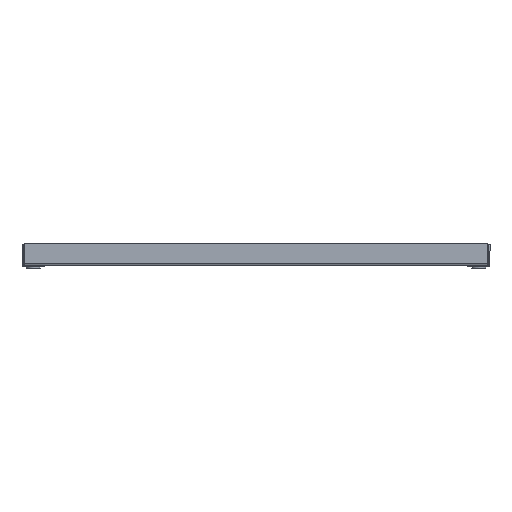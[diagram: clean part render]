
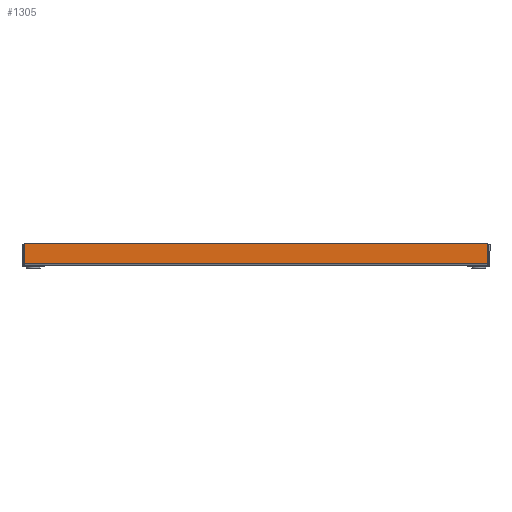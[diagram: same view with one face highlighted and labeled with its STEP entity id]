
A CAD part, left-side view. The second image highlights one B-rep face of the part: STEP entity #1305.
In plain terms, the highlighted face is planar.
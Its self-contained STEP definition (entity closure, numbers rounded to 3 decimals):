
#20 = DIRECTION ( 'NONE',  ( 1., 0., 0. ) ) ;
#37 = FACE_OUTER_BOUND ( 'NONE', #812, .T. ) ;
#97 = DIRECTION ( 'NONE',  ( 0., 1., 0. ) ) ;
#114 = DIRECTION ( 'NONE',  ( 0., 0., -1. ) ) ;
#126 = CARTESIAN_POINT ( 'NONE',  ( 0., 15., 0. ) ) ;
#168 = DIRECTION ( 'NONE',  ( 0., 0., 1. ) ) ;
#205 = DIRECTION ( 'NONE',  ( 0., 0., -1. ) ) ;
#236 = EDGE_CURVE ( 'NONE', #1091, #923, #757, .T. ) ;
#337 = AXIS2_PLACEMENT_3D ( 'NONE', #373, #556, #564 ) ;
#373 = CARTESIAN_POINT ( 'NONE',  ( -310., 15., 26.5 ) ) ;
#378 = ORIENTED_EDGE ( 'NONE', *, *, #2285, .T. ) ;
#468 = CARTESIAN_POINT ( 'NONE',  ( 310., 15., 26.5 ) ) ;
#494 = ORIENTED_EDGE ( 'NONE', *, *, #1439, .F. ) ;
#556 = DIRECTION ( 'NONE',  ( 0., 1., 0. ) ) ;
#564 = DIRECTION ( 'NONE',  ( 0., 0., -1. ) ) ;
#588 = VECTOR ( 'NONE', #205, 1000. ) ;
#687 = LINE ( 'NONE', #1266, #1115 ) ;
#757 = LINE ( 'NONE', #2236, #588 ) ;
#758 = CARTESIAN_POINT ( 'NONE',  ( 310., 15., 28.5 ) ) ;
#774 = VECTOR ( 'NONE', #20, 1000. ) ;
#812 = EDGE_LOOP ( 'NONE', ( #1716, #2068, #378, #1811, #1042, #494 ) ) ;
#921 = VERTEX_POINT ( 'NONE', #1684 ) ;
#923 = VERTEX_POINT ( 'NONE', #1694 ) ;
#928 = LINE ( 'NONE', #1145, #774 ) ;
#977 = CIRCLE ( 'NONE', #2338, 2. ) ;
#1042 = ORIENTED_EDGE ( 'NONE', *, *, #236, .T. ) ;
#1048 = VECTOR ( 'NONE', #168, 1000. ) ;
#1091 = VERTEX_POINT ( 'NONE', #2292 ) ;
#1115 = VECTOR ( 'NONE', #2018, 1000. ) ;
#1130 = LINE ( 'NONE', #2235, #1048 ) ;
#1145 = CARTESIAN_POINT ( 'NONE',  ( 0., 15., 28.5 ) ) ;
#1176 = EDGE_CURVE ( 'NONE', #1577, #1091, #977, .T. ) ;
#1178 = CIRCLE ( 'NONE', #337, 2. ) ;
#1253 = PLANE ( 'NONE',  #1415 ) ;
#1266 = CARTESIAN_POINT ( 'NONE',  ( 312., 15., 1.5 ) ) ;
#1305 = ADVANCED_FACE ( 'NONE', ( #37 ), #1253, .F. ) ;
#1307 = VERTEX_POINT ( 'NONE', #1964 ) ;
#1415 = AXIS2_PLACEMENT_3D ( 'NONE', #126, #1636, #2379 ) ;
#1439 = EDGE_CURVE ( 'NONE', #1817, #923, #687, .T. ) ;
#1532 = EDGE_CURVE ( 'NONE', #1307, #921, #1178, .T. ) ;
#1577 = VERTEX_POINT ( 'NONE', #758 ) ;
#1636 = DIRECTION ( 'NONE',  ( 0., -1., 0. ) ) ;
#1684 = CARTESIAN_POINT ( 'NONE',  ( -310., 15., 28.5 ) ) ;
#1694 = CARTESIAN_POINT ( 'NONE',  ( 312., 15., 1.5 ) ) ;
#1716 = ORIENTED_EDGE ( 'NONE', *, *, #2224, .T. ) ;
#1811 = ORIENTED_EDGE ( 'NONE', *, *, #1176, .T. ) ;
#1817 = VERTEX_POINT ( 'NONE', #2105 ) ;
#1964 = CARTESIAN_POINT ( 'NONE',  ( -312., 15., 26.5 ) ) ;
#2018 = DIRECTION ( 'NONE',  ( 1., 0., 0. ) ) ;
#2068 = ORIENTED_EDGE ( 'NONE', *, *, #1532, .T. ) ;
#2105 = CARTESIAN_POINT ( 'NONE',  ( -312., 15., 1.5 ) ) ;
#2224 = EDGE_CURVE ( 'NONE', #1817, #1307, #1130, .T. ) ;
#2235 = CARTESIAN_POINT ( 'NONE',  ( -312., 15., 0. ) ) ;
#2236 = CARTESIAN_POINT ( 'NONE',  ( 312., 15., 0. ) ) ;
#2285 = EDGE_CURVE ( 'NONE', #921, #1577, #928, .T. ) ;
#2292 = CARTESIAN_POINT ( 'NONE',  ( 312., 15., 26.5 ) ) ;
#2338 = AXIS2_PLACEMENT_3D ( 'NONE', #468, #97, #114 ) ;
#2379 = DIRECTION ( 'NONE',  ( 0., 0., -1. ) ) ;
